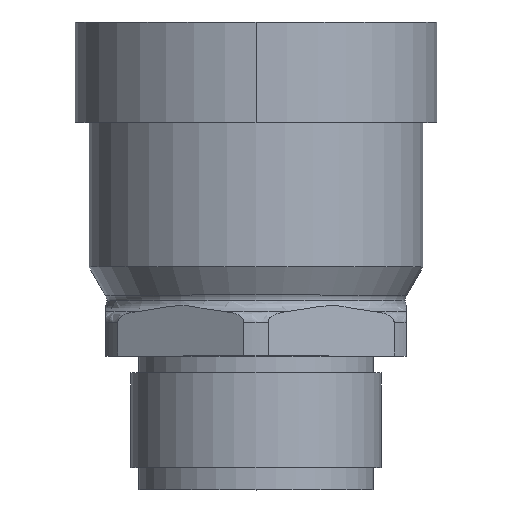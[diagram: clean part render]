
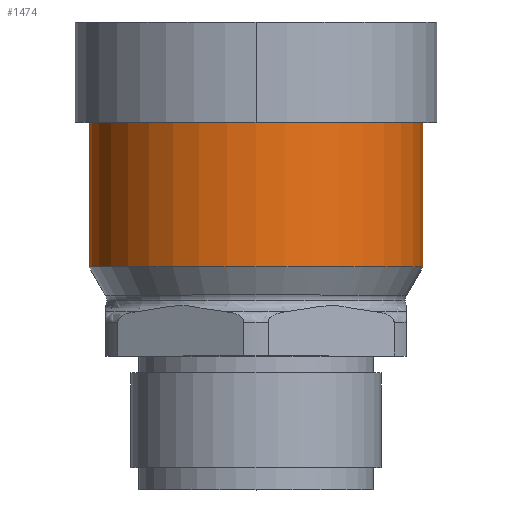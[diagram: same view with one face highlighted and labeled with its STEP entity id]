
A CAD part, top view. The second image highlights one B-rep face of the part: STEP entity #1474.
In plain terms, the highlighted cylindrical face has radius 15 mm (diameter 30 mm), a partial arc.
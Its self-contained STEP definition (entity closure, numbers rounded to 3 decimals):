
#111 = DIRECTION ( 'NONE',  ( 0., 1., 0. ) ) ;
#160 = CIRCLE ( 'NONE', #1993, 15. ) ;
#353 = VERTEX_POINT ( 'NONE', #1048 ) ;
#359 = CARTESIAN_POINT ( 'NONE',  ( 15., 40., 0. ) ) ;
#501 = CARTESIAN_POINT ( 'NONE',  ( -15., 40., 0. ) ) ;
#537 = LINE ( 'NONE', #501, #978 ) ;
#701 = DIRECTION ( 'NONE',  ( 0., 1., 0. ) ) ;
#798 = ORIENTED_EDGE ( 'NONE', *, *, #983, .T. ) ;
#853 = DIRECTION ( 'NONE',  ( -1., 0., 0. ) ) ;
#862 = VECTOR ( 'NONE', #1716, 1000. ) ;
#865 = DIRECTION ( 'NONE',  ( 0., 1., 0. ) ) ;
#902 = VERTEX_POINT ( 'NONE', #2042 ) ;
#923 = EDGE_CURVE ( 'NONE', #902, #2152, #537, .T. ) ;
#978 = VECTOR ( 'NONE', #701, 1000. ) ;
#983 = EDGE_CURVE ( 'NONE', #1554, #353, #1955, .T. ) ;
#1030 = AXIS2_PLACEMENT_3D ( 'NONE', #1806, #2011, #853 ) ;
#1048 = CARTESIAN_POINT ( 'NONE',  ( 15., 40., 0. ) ) ;
#1190 = CARTESIAN_POINT ( 'NONE',  ( 15., 20.019, 0. ) ) ;
#1279 = CARTESIAN_POINT ( 'NONE',  ( 0., 20.019, 0. ) ) ;
#1404 = CARTESIAN_POINT ( 'NONE',  ( -15., 40., 0. ) ) ;
#1474 = ADVANCED_FACE ( 'NONE', ( #2200 ), #1702, .T. ) ;
#1482 = DIRECTION ( 'NONE',  ( -1., 0., 0. ) ) ;
#1554 = VERTEX_POINT ( 'NONE', #1190 ) ;
#1702 = CYLINDRICAL_SURFACE ( 'NONE', #1030, 15. ) ;
#1716 = DIRECTION ( 'NONE',  ( 0., 1., 0. ) ) ;
#1752 = AXIS2_PLACEMENT_3D ( 'NONE', #2024, #865, #2217 ) ;
#1771 = CIRCLE ( 'NONE', #1752, 15. ) ;
#1806 = CARTESIAN_POINT ( 'NONE',  ( 0., 40., 0. ) ) ;
#1838 = EDGE_LOOP ( 'NONE', ( #2441, #798, #2514, #2031 ) ) ;
#1955 = LINE ( 'NONE', #359, #862 ) ;
#1993 = AXIS2_PLACEMENT_3D ( 'NONE', #1279, #111, #1482 ) ;
#2011 = DIRECTION ( 'NONE',  ( 0., 1., 0. ) ) ;
#2024 = CARTESIAN_POINT ( 'NONE',  ( 0., 40., 0. ) ) ;
#2031 = ORIENTED_EDGE ( 'NONE', *, *, #923, .F. ) ;
#2042 = CARTESIAN_POINT ( 'NONE',  ( -15., 20.019, 0. ) ) ;
#2152 = VERTEX_POINT ( 'NONE', #1404 ) ;
#2200 = FACE_OUTER_BOUND ( 'NONE', #1838, .T. ) ;
#2217 = DIRECTION ( 'NONE',  ( -1., 0., 0. ) ) ;
#2272 = EDGE_CURVE ( 'NONE', #2152, #353, #1771, .T. ) ;
#2337 = EDGE_CURVE ( 'NONE', #902, #1554, #160, .T. ) ;
#2441 = ORIENTED_EDGE ( 'NONE', *, *, #2337, .T. ) ;
#2514 = ORIENTED_EDGE ( 'NONE', *, *, #2272, .F. ) ;
